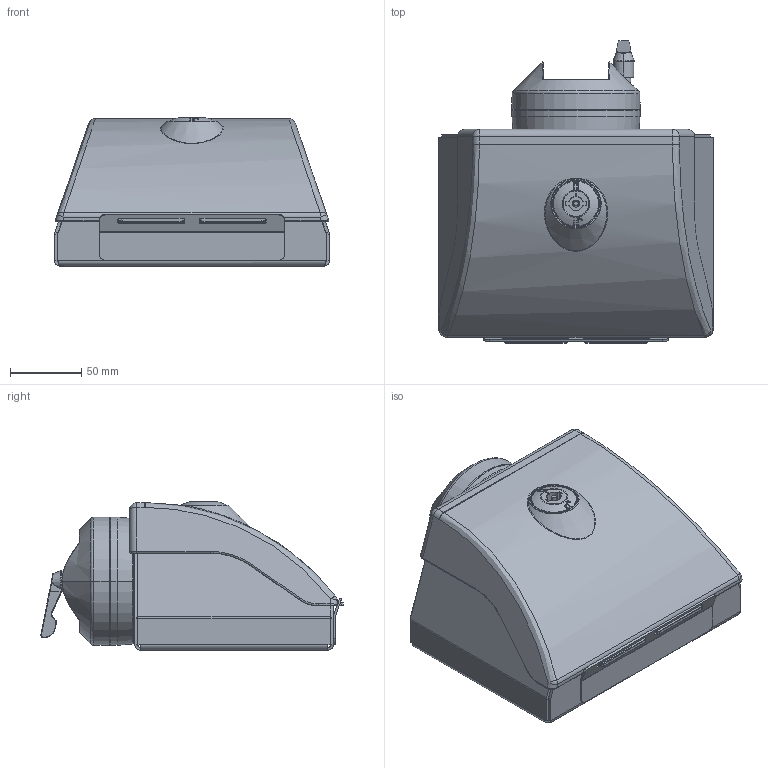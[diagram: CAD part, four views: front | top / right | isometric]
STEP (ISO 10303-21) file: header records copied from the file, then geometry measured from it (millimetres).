
FILE_DESCRIPTION (( 'STEP AP214' ), '1' );
FILE_NAME ('50102010.STEP', '2020-03-11T09:29:00', ( '' ), ( '' ), 'SwSTEP 2.0', 'SolidWorks 2018', '' );
FILE_SCHEMA (( 'AUTOMOTIVE_DESIGN' ));
Length unit declared in the file: millimetre
Products named in the file (30): 98319_1-078_P1; 93103; 98319_100-0545_15-00012(10); 98319_1-078_N; 98319; 98319_248-9803_01-01201_0_H; 98319_1-077_01_0012267; 42468; 42468_50M-00000424680-01; 49447300_3; 82005_680; 98319_1-078_FD; 41894; 49447300_1; 49447300_2; 50102010
Assembly tree (17 placements, depth 3):
  98319_1-078_P1
  93103
  98319_1-078_N
  93103
  93103
Bounding box: 193.1 x 212.21 x 104.3 mm (x, y, z)
Volume: 299549.4 mm3; surface area: 246590.7 mm2
Topology: 13 solids, 16 shells, 1383 faces, 3285 edges, 1992 vertices
Faces by surface type: plane 536, cylinder 427, bspline 236, cone 96, torus 79, sphere 9
Full cylindrical faces by diameter (mm): 1.7 x2, 3 x1, 4.917 x1, 5 x1, 6 x5, 6.5 x4, 9.1 x1, 10 x6, 12.2 x1, 12.3 x1, 13.5 x1, 14 x2, 14.05 x1, 14.9 x1, 16.5 x1, 18 x1, 18.1 x1, 19.294 x1, 19.5 x1, 19.73 x1, 32 x1, 32.5 x1
Entity records: 50697 total; most frequent: CARTESIAN_POINT 20663, ORIENTED_EDGE 6188, DIRECTION 5639, EDGE_CURVE 3094, AXIS2_PLACEMENT_3D 2097, VERTEX_POINT 1916, EDGE_LOOP 1482, LINE 1445
